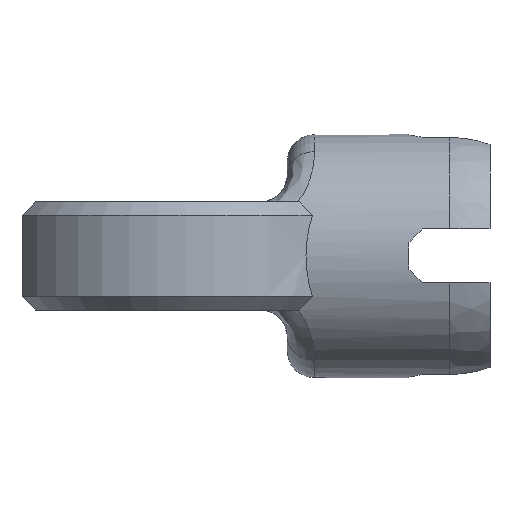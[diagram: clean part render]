
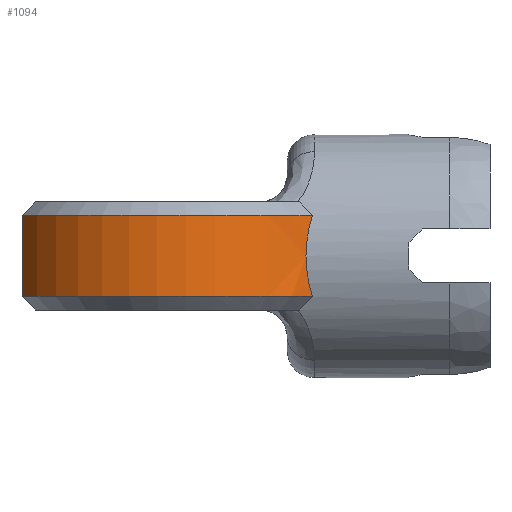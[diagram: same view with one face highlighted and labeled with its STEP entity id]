
A CAD part, front view. The second image highlights one B-rep face of the part: STEP entity #1094.
In plain terms, the highlighted cylindrical face has radius 6.5 mm (diameter 13 mm), a partial arc.
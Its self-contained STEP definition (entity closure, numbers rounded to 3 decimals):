
#21=CYLINDRICAL_SURFACE('',#1229,6.5);
#37=B_SPLINE_CURVE_WITH_KNOTS('',3,(#1918,#1919,#1920,#1921,#1922,#1923,
#1924),.UNSPECIFIED.,.F.,.F.,(4,3,4),(2.686,2.837,
2.989),.UNSPECIFIED.);
#110=FACE_OUTER_BOUND('',#171,.T.);
#171=EDGE_LOOP('',(#853,#854,#855,#856));
#250=LINE('',#1917,#307);
#307=VECTOR('',#1504,4.);
#372=CIRCLE('',#1222,6.5);
#376=CIRCLE('',#1228,6.5);
#473=VERTEX_POINT('',#1871);
#474=VERTEX_POINT('',#1875);
#480=VERTEX_POINT('',#1903);
#483=VERTEX_POINT('',#1910);
#615=EDGE_CURVE('',#473,#474,#372,.T.);
#626=EDGE_CURVE('',#483,#480,#376,.T.);
#627=EDGE_CURVE('',#480,#473,#250,.T.);
#628=EDGE_CURVE('',#483,#474,#37,.T.);
#853=ORIENTED_EDGE('',*,*,#615,.F.);
#854=ORIENTED_EDGE('',*,*,#627,.F.);
#855=ORIENTED_EDGE('',*,*,#626,.F.);
#856=ORIENTED_EDGE('',*,*,#628,.T.);
#1094=ADVANCED_FACE('',(#110),#21,.T.);
#1222=AXIS2_PLACEMENT_3D('',#1876,#1485,#1486);
#1228=AXIS2_PLACEMENT_3D('',#1915,#1500,#1501);
#1229=AXIS2_PLACEMENT_3D('',#1916,#1502,#1503);
#1485=DIRECTION('center_axis',(0.,0.,1.));
#1486=DIRECTION('ref_axis',(-1.,0.,0.));
#1500=DIRECTION('center_axis',(0.,0.,-1.));
#1501=DIRECTION('ref_axis',(-1.,0.,0.));
#1502=DIRECTION('center_axis',(0.,0.,1.));
#1503=DIRECTION('ref_axis',(1.,0.,0.));
#1504=DIRECTION('',(0.,0.,1.));
#1871=CARTESIAN_POINT('',(-10.627,-2.897,1.5));
#1875=CARTESIAN_POINT('',(0.117,-4.243,1.5));
#1876=CARTESIAN_POINT('Origin',(-4.808,0.,1.5));
#1903=CARTESIAN_POINT('',(-10.627,-2.897,-1.5));
#1910=CARTESIAN_POINT('',(0.117,-4.243,-1.5));
#1915=CARTESIAN_POINT('Origin',(-4.808,0.,-1.5));
#1916=CARTESIAN_POINT('Origin',(-4.808,0.,-2.));
#1917=CARTESIAN_POINT('',(-10.627,-2.897,-2.));
#1918=CARTESIAN_POINT('Ctrl Pts',(0.117,-4.243,-1.5));
#1919=CARTESIAN_POINT('Ctrl Pts',(-0.029,-4.412,
-1.021));
#1920=CARTESIAN_POINT('Ctrl Pts',(-0.117,-4.5,-0.505));
#1921=CARTESIAN_POINT('Ctrl Pts',(-0.117,-4.5,0.));
#1922=CARTESIAN_POINT('Ctrl Pts',(-0.117,-4.5,0.505));
#1923=CARTESIAN_POINT('Ctrl Pts',(-0.029,-4.412,
1.021));
#1924=CARTESIAN_POINT('Ctrl Pts',(0.117,-4.243,1.5));
